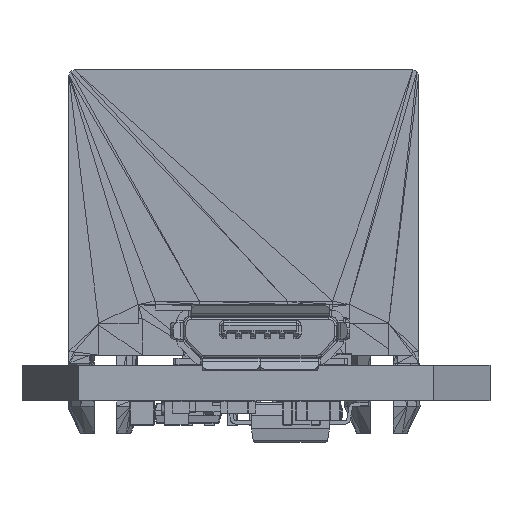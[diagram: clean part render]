
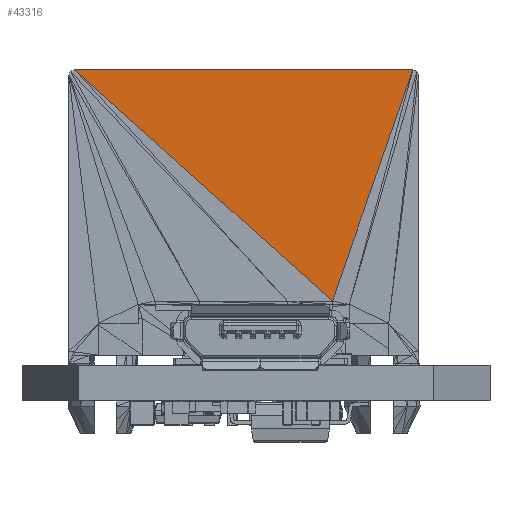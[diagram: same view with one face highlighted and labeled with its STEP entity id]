
A CAD part, left-side view. The second image highlights one B-rep face of the part: STEP entity #43316.
In plain terms, the highlighted face is planar.
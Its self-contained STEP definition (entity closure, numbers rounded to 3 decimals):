
#42942 = VERTEX_POINT('',#42943);
#42943 = CARTESIAN_POINT('',(-7.549,6.428,
    13.135));
#43276 = VERTEX_POINT('',#43277);
#43277 = CARTESIAN_POINT('',(7.607,6.428,
    13.135));
#43283 = EDGE_CURVE('',#43276,#42942,#43284,.T.);
#43284 = LINE('',#43285,#43286);
#43285 = CARTESIAN_POINT('',(7.607,6.428,
    13.135));
#43286 = VECTOR('',#43287,1.);
#43287 = DIRECTION('',(-1.,0.,0.));
#43297 = EDGE_CURVE('',#42942,#43298,#43300,.T.);
#43298 = VERTEX_POINT('',#43299);
#43299 = CARTESIAN_POINT('',(-3.937,6.428,
    2.779));
#43300 = LINE('',#43301,#43302);
#43301 = CARTESIAN_POINT('',(-7.549,6.428,
    13.135));
#43302 = VECTOR('',#43303,1.);
#43303 = DIRECTION('',(0.329,0.,-0.944));
#43316 = ADVANCED_FACE('',(#43317),#43327,.F.);
#43317 = FACE_BOUND('',#43318,.T.);
#43318 = EDGE_LOOP('',(#43319,#43320,#43326));
#43319 = ORIENTED_EDGE('',*,*,#43283,.F.);
#43320 = ORIENTED_EDGE('',*,*,#43321,.T.);
#43321 = EDGE_CURVE('',#43276,#43298,#43322,.T.);
#43322 = LINE('',#43323,#43324);
#43323 = CARTESIAN_POINT('',(7.607,6.428,
    13.135));
#43324 = VECTOR('',#43325,1.);
#43325 = DIRECTION('',(-0.744,0.,-0.668));
#43326 = ORIENTED_EDGE('',*,*,#43297,.F.);
#43327 = PLANE('',#43328);
#43328 = AXIS2_PLACEMENT_3D('',#43329,#43330,#43331);
#43329 = CARTESIAN_POINT('',(-7.549,6.428,
    13.135));
#43330 = DIRECTION('',(0.,-1.,0.));
#43331 = DIRECTION('',(0.,0.,-1.));
